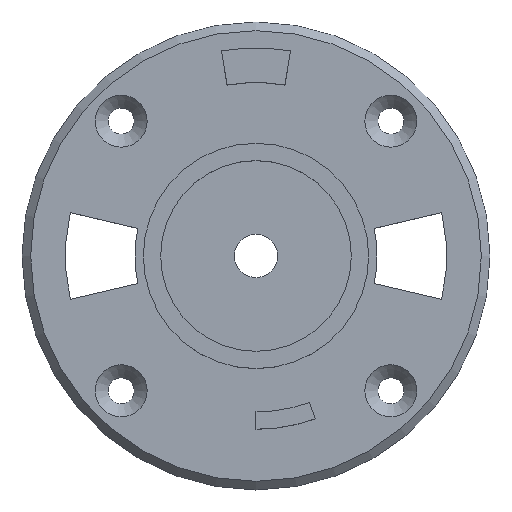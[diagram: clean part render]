
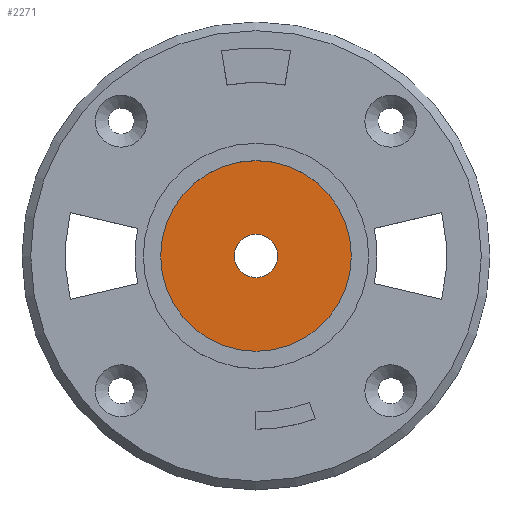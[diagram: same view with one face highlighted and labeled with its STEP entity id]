
A CAD part, top view. The second image highlights one B-rep face of the part: STEP entity #2271.
In plain terms, the highlighted planar face has unit normal (0, 0, 1).
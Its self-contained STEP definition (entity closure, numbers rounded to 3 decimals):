
#1969 = CYLINDRICAL_SURFACE('',#1970,2.5);
#1970 = AXIS2_PLACEMENT_3D('',#1971,#1972,#1973);
#1971 = CARTESIAN_POINT('',(0.,0.,2.));
#1972 = DIRECTION('',(0.,0.,1.));
#1973 = DIRECTION('',(1.,0.,0.));
#2060 = CYLINDRICAL_SURFACE('',#2061,11.);
#2061 = AXIS2_PLACEMENT_3D('',#2062,#2063,#2064);
#2062 = CARTESIAN_POINT('',(0.,0.,2.));
#2063 = DIRECTION('',(-0.,-0.,-1.));
#2064 = DIRECTION('',(1.,0.,0.));
#2170 = EDGE_CURVE('',#2171,#2171,#2173,.T.);
#2171 = VERTEX_POINT('',#2172);
#2172 = CARTESIAN_POINT('',(2.5,0.,2.));
#2173 = SURFACE_CURVE('',#2174,(#2179,#2186),.PCURVE_S1.);
#2174 = CIRCLE('',#2175,2.5);
#2175 = AXIS2_PLACEMENT_3D('',#2176,#2177,#2178);
#2176 = CARTESIAN_POINT('',(0.,0.,2.));
#2177 = DIRECTION('',(0.,0.,1.));
#2178 = DIRECTION('',(1.,0.,0.));
#2179 = PCURVE('',#1969,#2180);
#2180 = DEFINITIONAL_REPRESENTATION('',(#2181),#2185);
#2181 = LINE('',#2182,#2183);
#2182 = CARTESIAN_POINT('',(0.,0.));
#2183 = VECTOR('',#2184,1.);
#2184 = DIRECTION('',(1.,0.));
#2185 = ( GEOMETRIC_REPRESENTATION_CONTEXT(2) 
PARAMETRIC_REPRESENTATION_CONTEXT() REPRESENTATION_CONTEXT('2D SPACE',''
  ) );
#2186 = PCURVE('',#2187,#2192);
#2187 = PLANE('',#2188);
#2188 = AXIS2_PLACEMENT_3D('',#2189,#2190,#2191);
#2189 = CARTESIAN_POINT('',(0.,0.,2.));
#2190 = DIRECTION('',(0.,0.,1.));
#2191 = DIRECTION('',(1.,0.,0.));
#2192 = DEFINITIONAL_REPRESENTATION('',(#2193),#2197);
#2193 = CIRCLE('',#2194,2.5);
#2194 = AXIS2_PLACEMENT_2D('',#2195,#2196);
#2195 = CARTESIAN_POINT('',(0.,0.));
#2196 = DIRECTION('',(1.,0.));
#2197 = ( GEOMETRIC_REPRESENTATION_CONTEXT(2) 
PARAMETRIC_REPRESENTATION_CONTEXT() REPRESENTATION_CONTEXT('2D SPACE',''
  ) );
#2225 = EDGE_CURVE('',#2226,#2226,#2228,.T.);
#2226 = VERTEX_POINT('',#2227);
#2227 = CARTESIAN_POINT('',(11.,0.,2.));
#2228 = SURFACE_CURVE('',#2229,(#2234,#2241),.PCURVE_S1.);
#2229 = CIRCLE('',#2230,11.);
#2230 = AXIS2_PLACEMENT_3D('',#2231,#2232,#2233);
#2231 = CARTESIAN_POINT('',(0.,0.,2.));
#2232 = DIRECTION('',(0.,0.,1.));
#2233 = DIRECTION('',(1.,0.,0.));
#2234 = PCURVE('',#2060,#2235);
#2235 = DEFINITIONAL_REPRESENTATION('',(#2236),#2240);
#2236 = LINE('',#2237,#2238);
#2237 = CARTESIAN_POINT('',(-0.,0.));
#2238 = VECTOR('',#2239,1.);
#2239 = DIRECTION('',(-1.,0.));
#2240 = ( GEOMETRIC_REPRESENTATION_CONTEXT(2) 
PARAMETRIC_REPRESENTATION_CONTEXT() REPRESENTATION_CONTEXT('2D SPACE',''
  ) );
#2241 = PCURVE('',#2187,#2242);
#2242 = DEFINITIONAL_REPRESENTATION('',(#2243),#2247);
#2243 = CIRCLE('',#2244,11.);
#2244 = AXIS2_PLACEMENT_2D('',#2245,#2246);
#2245 = CARTESIAN_POINT('',(0.,0.));
#2246 = DIRECTION('',(1.,0.));
#2247 = ( GEOMETRIC_REPRESENTATION_CONTEXT(2) 
PARAMETRIC_REPRESENTATION_CONTEXT() REPRESENTATION_CONTEXT('2D SPACE',''
  ) );
#2271 = ADVANCED_FACE('',(#2272,#2275),#2187,.T.);
#2272 = FACE_BOUND('',#2273,.T.);
#2273 = EDGE_LOOP('',(#2274));
#2274 = ORIENTED_EDGE('',*,*,#2225,.T.);
#2275 = FACE_BOUND('',#2276,.T.);
#2276 = EDGE_LOOP('',(#2277));
#2277 = ORIENTED_EDGE('',*,*,#2170,.F.);
